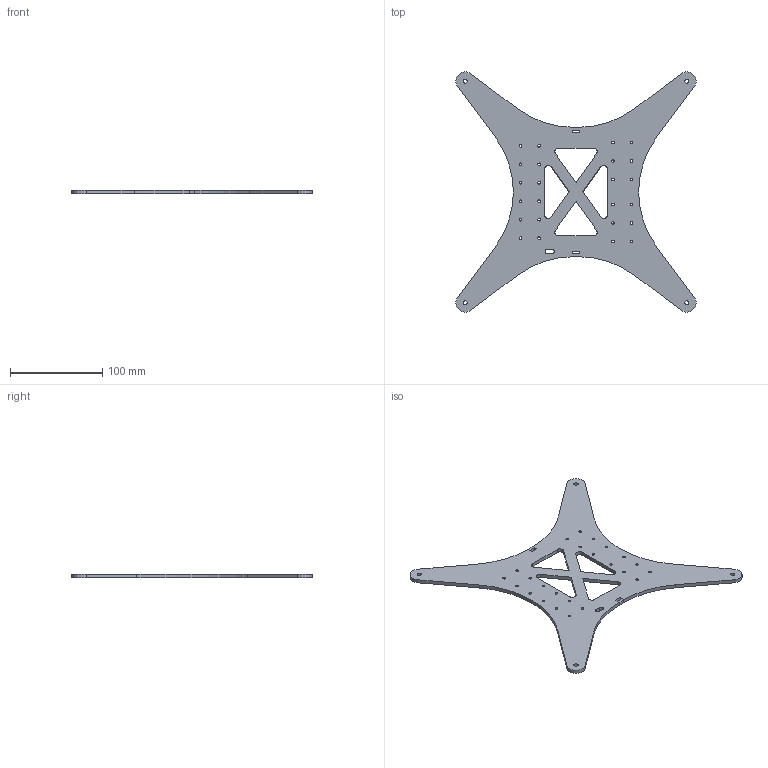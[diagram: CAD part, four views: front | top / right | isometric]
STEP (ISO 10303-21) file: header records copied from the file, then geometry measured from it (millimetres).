
FILE_DESCRIPTION(/* description */ ('STEP AP242','CAx-IF Rec.Pracs.---Representation and Presentation of Product Manufacturing Information (PMI)---4.0---2014-10-13','CAx-IF Rec.Pracs.---3D Tessellated Geometry---0.4---2014-09-14','2;1'),/* implementation_level */ '2;1');
FILE_NAME(/* name */ '65f888437549e74a9ae2cfaf',/* time_stamp */ '2024-03-18T18:30:27Z',/* author */ (''),/* organization */ (''),/* preprocessor_version */ 'ST-DEVELOPER v19.4',/* originating_system */ ' ',/* authorisation */ ' ');
FILE_SCHEMA (('AP242_MANAGED_MODEL_BASED_3D_ENGINEERING_MIM_LF { 1 0 10303 442 1 1 4 }'));
Length unit declared in the file: metre
Products named in the file (1): Heat Bed Frame
Bounding box: 259.99 x 259.99 x 4 mm (x, y, z)
Volume: 109460.5 mm3; surface area: 62872 mm2
Topology: 1 solids, 1 shells, 82 faces, 240 edges, 160 vertices
Faces by surface type: cylinder 48, plane 34
Full cylindrical faces by diameter (mm): 2.8 x24, 4.4 x4
Entity records: 2782 total; most frequent: DIRECTION 474, CARTESIAN_POINT 455, ORIENTED_EDGE 424, EDGE_CURVE 212, EDGE_LOOP 180, FACE_BOUND 180, AXIS2_PLACEMENT_3D 179, VERTEX_POINT 160
